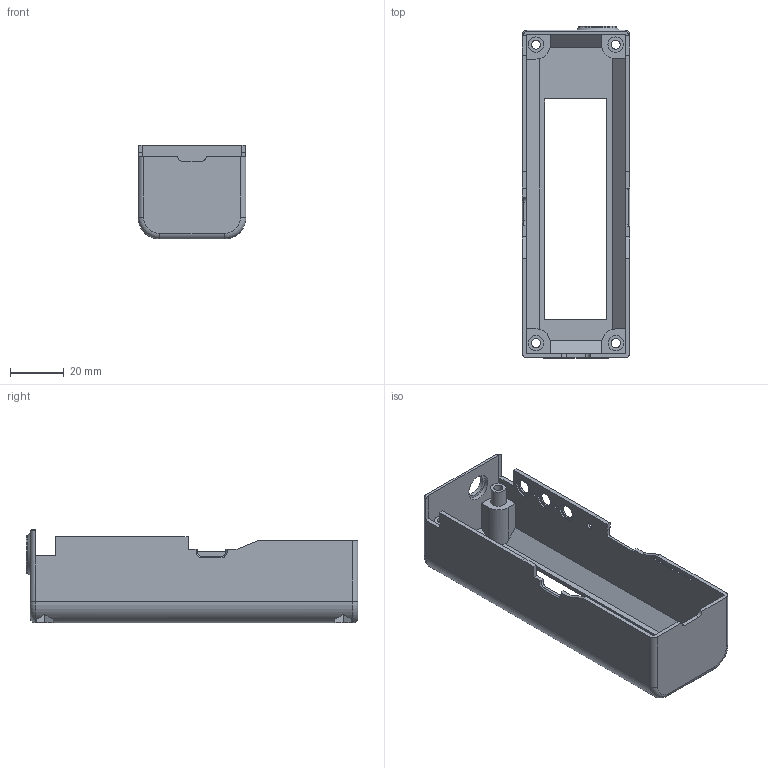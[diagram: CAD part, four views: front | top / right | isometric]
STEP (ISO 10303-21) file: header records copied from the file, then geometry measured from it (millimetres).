
FILE_DESCRIPTION(('FreeCAD Model'),'2;1');
FILE_NAME('Open CASCADE Shape Model','2023-07-07T08:22:31',('Author'),( ''),'Open CASCADE STEP processor 7.6','FreeCAD','Unknown');
FILE_SCHEMA(('AUTOMOTIVE_DESIGN { 1 0 10303 214 1 1 1 1 }'));
Length unit declared in the file: millimetre
Products named in the file (1): Body_bottom_case
Bounding box: 40 x 123 x 34.78 mm (x, y, z)
Volume: 21131.8 mm3; surface area: 25217.6 mm2
Topology: 1 solids, 1 shells, 171 faces, 460 edges, 300 vertices
Faces by surface type: plane 117, cylinder 38, cone 12, torus 4
Full cylindrical faces by diameter (mm): 2.5 x1, 3.4 x4, 5 x3, 5.7 x4, 8 x1, 10 x1, 14 x1
Entity records: 11617 total; most frequent: CARTESIAN_POINT 2275, DIRECTION 1777, LINE 1111, VECTOR 1111, ORIENTED_EDGE 920, PCURVE 920, DEFINITIONAL_REPRESENTATION 920, EDGE_CURVE 460
